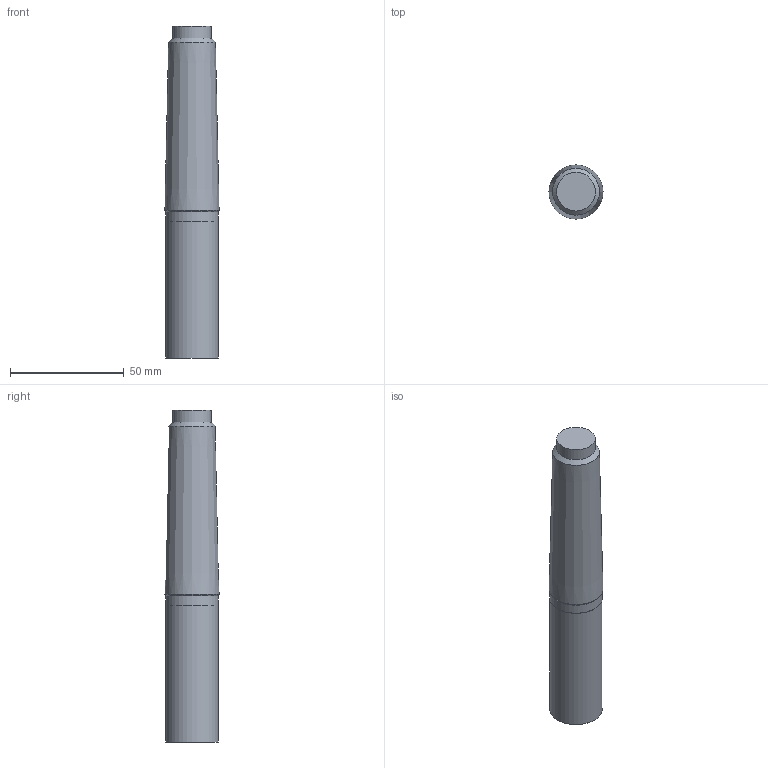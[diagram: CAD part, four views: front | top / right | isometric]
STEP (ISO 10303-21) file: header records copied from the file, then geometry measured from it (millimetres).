
FILE_DESCRIPTION(/* description */ (''),/* implementation_level */ '2;1');
FILE_NAME(/* name */ 'BC03058211265.stp',/* time_stamp */ '2017-09-14T10:19:50+06:00',/* author */ (''),/* organization */ (''),/* preprocessor_version */ 'ST-DEVELOPER v16',/* originating_system */ 'SIEMENS PLM Software NX 11.0',/* authorisation */ '');
FILE_SCHEMA (('AUTOMOTIVE_DESIGN { 1 0 10303 214 3 1 1 1 }'));
Length unit declared in the file: millimetre
Products named in the file (1): BC03058211265
Bounding box: 23.82 x 23.82 x 146 mm (x, y, z)
Volume: 54912.2 mm3; surface area: 12625.6 mm2
Topology: 2 solids, 2 shells, 19 faces, 36 edges, 24 vertices
Faces by surface type: plane 7, cone 6, cylinder 5, torus 1
Full cylindrical faces by diameter (mm): 12 x1, 12.5 x1, 17 x1, 23 x1, 23.125 x1
Entity records: 465 total; most frequent: CARTESIAN_POINT 99, DIRECTION 78, AXIS2_PLACEMENT_3D 39, ORIENTED_EDGE 36, EDGE_LOOP 34, FACE_BOUND 30, ADVANCED_FACE 19, VERTEX_POINT 18
